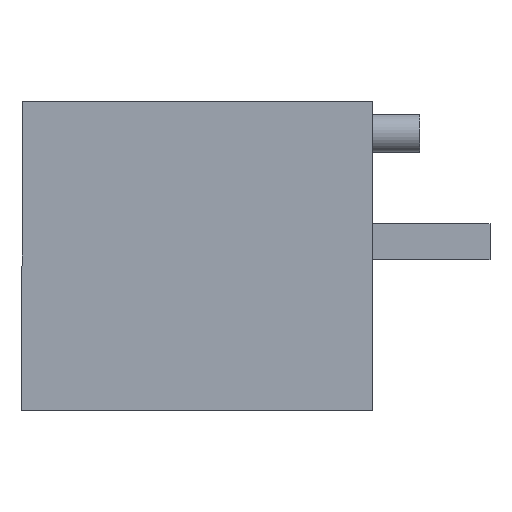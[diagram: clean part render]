
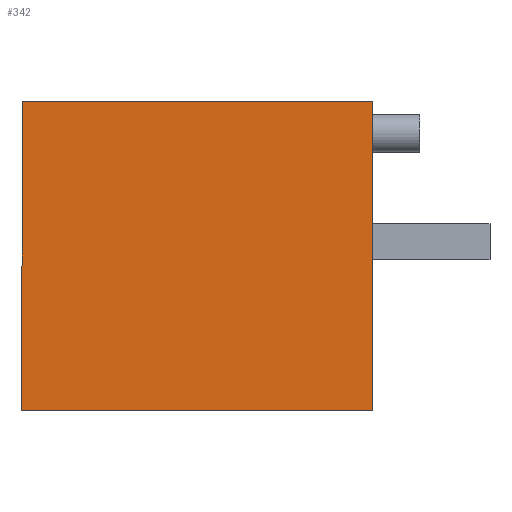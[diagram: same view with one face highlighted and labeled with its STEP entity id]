
A CAD part, left-side view. The second image highlights one B-rep face of the part: STEP entity #342.
In plain terms, the highlighted planar face has unit normal (-1, 0, 0).
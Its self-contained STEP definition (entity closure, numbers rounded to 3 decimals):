
#263 = VERTEX_POINT ( 'NONE', #1053 ) ;
#265 = EDGE_CURVE ( 'NONE', #263, #266, #1052, .T. ) ;
#266 = VERTEX_POINT ( 'NONE', #1048 ) ;
#302 = EDGE_CURVE ( 'NONE', #266, #303, #1062, .T. ) ;
#303 = VERTEX_POINT ( 'NONE', #1058 ) ;
#310 = EDGE_CURVE ( 'NONE', #303, #337, #1117, .T. ) ;
#337 = VERTEX_POINT ( 'NONE', #1134 ) ;
#339 = EDGE_CURVE ( 'NONE', #337, #263, #1133, .T. ) ;
#342 = ADVANCED_FACE ( 'NONE', ( #1188 ), #1187, .F. ) ;
#343 = EDGE_LOOP ( 'NONE', ( #420, #421, #414, #415 ) ) ;
#414 = ORIENTED_EDGE ( 'NONE', *, *, #302, .F. ) ;
#415 = ORIENTED_EDGE ( 'NONE', *, *, #265, .F. ) ;
#420 = ORIENTED_EDGE ( 'NONE', *, *, #339, .F. ) ;
#421 = ORIENTED_EDGE ( 'NONE', *, *, #310, .F. ) ;
#1048 = CARTESIAN_POINT ( 'NONE',  ( -8.86, 0., -4.85 ) ) ;
#1049 = DIRECTION ( 'NONE',  ( 0., 0., -1. ) ) ;
#1050 = VECTOR ( 'NONE', #1049, 1000. ) ;
#1051 = CARTESIAN_POINT ( 'NONE',  ( -8.86, 0., 4.85 ) ) ;
#1052 = LINE ( 'NONE', #1051, #1050 ) ;
#1053 = CARTESIAN_POINT ( 'NONE',  ( -8.86, 0., 4.85 ) ) ;
#1058 = CARTESIAN_POINT ( 'NONE',  ( -8.86, 11., -4.85 ) ) ;
#1059 = DIRECTION ( 'NONE',  ( 0., 1., 0. ) ) ;
#1060 = VECTOR ( 'NONE', #1059, 1000. ) ;
#1061 = CARTESIAN_POINT ( 'NONE',  ( -8.86, 11., -4.85 ) ) ;
#1062 = LINE ( 'NONE', #1061, #1060 ) ;
#1114 = DIRECTION ( 'NONE',  ( 0., 0., 1. ) ) ;
#1115 = VECTOR ( 'NONE', #1114, 1000. ) ;
#1116 = CARTESIAN_POINT ( 'NONE',  ( -8.86, 11., 4.85 ) ) ;
#1117 = LINE ( 'NONE', #1116, #1115 ) ;
#1130 = DIRECTION ( 'NONE',  ( 0., -1., 0. ) ) ;
#1131 = VECTOR ( 'NONE', #1130, 1000. ) ;
#1132 = CARTESIAN_POINT ( 'NONE',  ( -8.86, 11., 4.85 ) ) ;
#1133 = LINE ( 'NONE', #1132, #1131 ) ;
#1134 = CARTESIAN_POINT ( 'NONE',  ( -8.86, 11., 4.85 ) ) ;
#1183 = DIRECTION ( 'NONE',  ( 0., 0., -1. ) ) ;
#1184 = DIRECTION ( 'NONE',  ( 1., 0., 0. ) ) ;
#1185 = CARTESIAN_POINT ( 'NONE',  ( -8.86, 0., 4.85 ) ) ;
#1186 = AXIS2_PLACEMENT_3D ( 'NONE', #1185, #1184, #1183 ) ;
#1187 = PLANE ( 'NONE',  #1186 ) ;
#1188 = FACE_OUTER_BOUND ( 'NONE', #343, .T. ) ;
